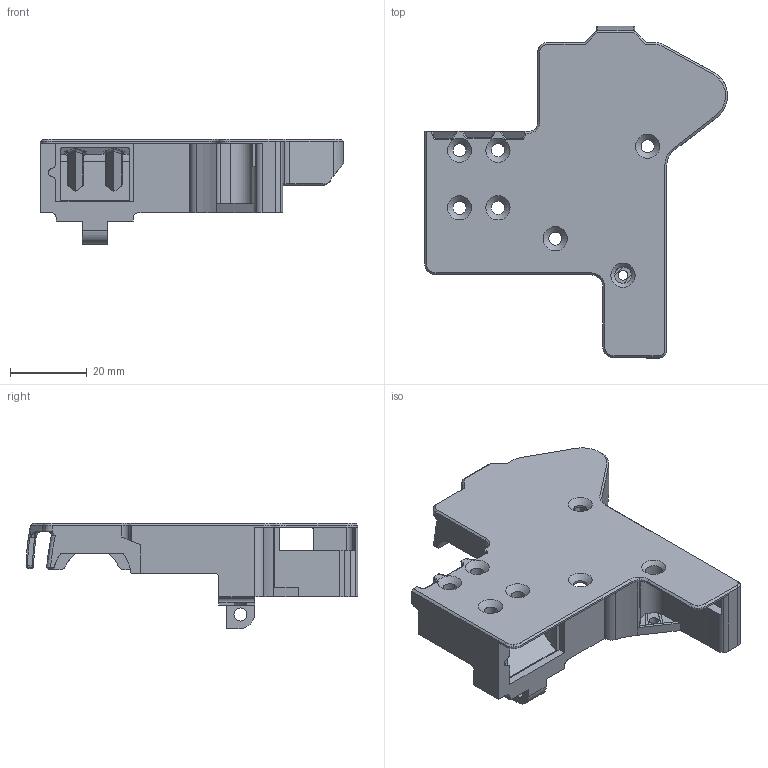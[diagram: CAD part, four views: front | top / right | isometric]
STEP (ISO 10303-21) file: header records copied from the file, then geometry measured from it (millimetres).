
FILE_DESCRIPTION(('HOOPS Exchange Step'),'2;1');
FILE_NAME('temp_export','2024-12-21T17:11:04+08:00',('27699'),('Shapr3D Limited'),'HOOPS Exchange 2024.6','Shapr3D','Authorized');
FILE_SCHEMA( ('AP242_MANAGED_MODEL_BASED_3D_ENGINEERING_MIM_LF {1 0 10303 442 1 1 4 }') );
Length unit declared in the file: millimetre
Products named in the file (1): 打印头主体打印件
Bounding box: 78.77 x 86.3 x 27.3 mm (x, y, z)
Volume: 22745.4 mm3; surface area: 17702.5 mm2
Topology: 1 solids, 1 shells, 357 faces, 985 edges, 622 vertices
Faces by surface type: plane 128, cylinder 117, bspline 65, cone 39, torus 5, extrusion 3
Full cylindrical faces by diameter (mm): 2.5 x1, 3.4 x7, 4 x4
Entity records: 14834 total; most frequent: CARTESIAN_POINT 6141, ORIENTED_EDGE 1964, DIRECTION 1588, EDGE_CURVE 982, VERTEX_POINT 622, AXIS2_PLACEMENT_3D 546, VECTOR 496, LINE 493
